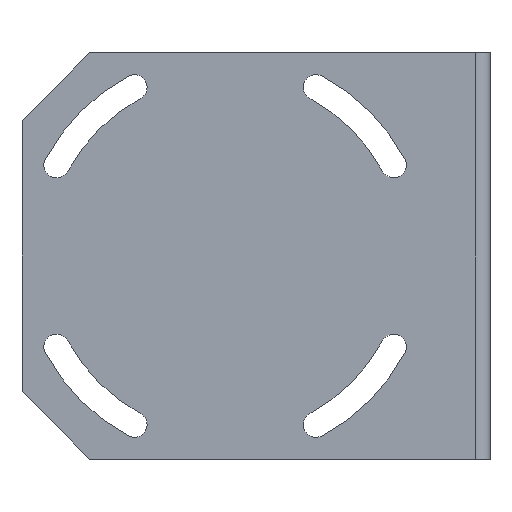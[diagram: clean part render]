
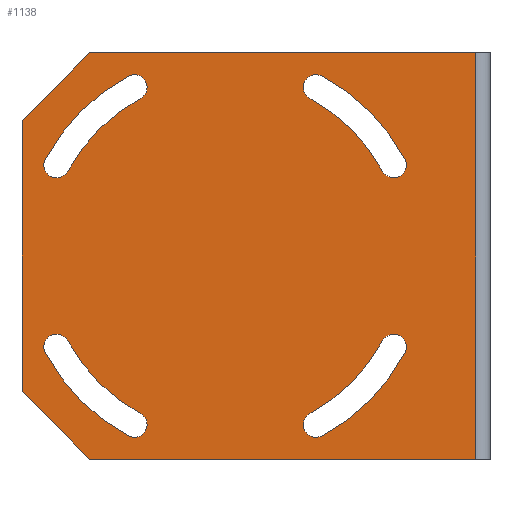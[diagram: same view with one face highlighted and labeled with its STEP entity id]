
A CAD part, left-side view. The second image highlights one B-rep face of the part: STEP entity #1138.
In plain terms, the highlighted planar face has unit normal (-1, 0, 0).
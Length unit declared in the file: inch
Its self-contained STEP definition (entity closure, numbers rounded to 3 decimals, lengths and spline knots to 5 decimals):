
#101=DIRECTION('',(0.,1.,0.));
#102=VECTOR('',#101,2.85);
#103=CARTESIAN_POINT('',(-0.075,0.03,1.5));
#104=LINE('',#103,#102);
#118=DIRECTION('',(0.,0.,-1.));
#119=VECTOR('',#118,3.);
#120=CARTESIAN_POINT('',(-0.075,0.03,1.5));
#121=LINE('',#120,#119);
#341=DIRECTION('',(0.,-1.,0.));
#342=VECTOR('',#341,2.85);
#343=CARTESIAN_POINT('',(-0.075,2.88,-1.5));
#344=LINE('',#343,#342);
#361=DIRECTION('',(0.,0.707,-0.707));
#362=VECTOR('',#361,0.70711);
#363=CARTESIAN_POINT('',(-0.075,2.88,1.5));
#364=LINE('',#363,#362);
#365=DIRECTION('',(0.,-0.707,-0.707));
#366=VECTOR('',#365,0.70711);
#367=CARTESIAN_POINT('',(-0.075,3.38,-1.));
#368=LINE('',#367,#366);
#369=DIRECTION('',(0.,0.,1.));
#370=VECTOR('',#369,2.);
#371=CARTESIAN_POINT('',(-0.075,3.38,-1.));
#372=LINE('',#371,#370);
#373=CARTESIAN_POINT('',(-0.075,1.88,0.));
#374=DIRECTION('',(-1.,0.,0.));
#375=DIRECTION('',(0.,-0.474,-0.88));
#376=AXIS2_PLACEMENT_3D('',#373,#374,#375);
#378=CARTESIAN_POINT('',(-0.075,1.20934,-1.24483));
#379=DIRECTION('',(-1.,0.,0.));
#380=DIRECTION('',(0.,0.474,0.88));
#381=AXIS2_PLACEMENT_3D('',#378,#379,#380);
#383=CARTESIAN_POINT('',(-0.075,1.88,0.));
#384=DIRECTION('',(-1.,0.,0.));
#385=DIRECTION('',(0.,-0.474,-0.88));
#386=AXIS2_PLACEMENT_3D('',#383,#384,#385);
#388=CARTESIAN_POINT('',(-0.075,0.63517,-0.67066));
#389=DIRECTION('',(-1.,0.,0.));
#390=DIRECTION('',(0.,-0.88,-0.474));
#391=AXIS2_PLACEMENT_3D('',#388,#389,#390);
#393=CARTESIAN_POINT('',(-0.075,1.88,0.));
#394=DIRECTION('',(-1.,0.,0.));
#395=DIRECTION('',(0.,0.88,-0.474));
#396=AXIS2_PLACEMENT_3D('',#393,#394,#395);
#398=CARTESIAN_POINT('',(-0.075,3.12483,-0.67066));
#399=DIRECTION('',(-1.,0.,0.));
#400=DIRECTION('',(0.,-0.88,0.474));
#401=AXIS2_PLACEMENT_3D('',#398,#399,#400);
#403=CARTESIAN_POINT('',(-0.075,1.88,0.));
#404=DIRECTION('',(-1.,0.,0.));
#405=DIRECTION('',(0.,0.88,-0.474));
#406=AXIS2_PLACEMENT_3D('',#403,#404,#405);
#408=CARTESIAN_POINT('',(-0.075,2.55066,-1.24483));
#409=DIRECTION('',(-1.,0.,0.));
#410=DIRECTION('',(0.,0.474,-0.88));
#411=AXIS2_PLACEMENT_3D('',#408,#409,#410);
#413=CARTESIAN_POINT('',(-0.075,1.88,0.));
#414=DIRECTION('',(-1.,0.,0.));
#415=DIRECTION('',(0.,0.474,0.88));
#416=AXIS2_PLACEMENT_3D('',#413,#414,#415);
#418=CARTESIAN_POINT('',(-0.075,2.55066,1.24483));
#419=DIRECTION('',(-1.,0.,0.));
#420=DIRECTION('',(0.,-0.474,-0.88));
#421=AXIS2_PLACEMENT_3D('',#418,#419,#420);
#423=CARTESIAN_POINT('',(-0.075,1.88,0.));
#424=DIRECTION('',(-1.,0.,0.));
#425=DIRECTION('',(0.,0.474,0.88));
#426=AXIS2_PLACEMENT_3D('',#423,#424,#425);
#428=CARTESIAN_POINT('',(-0.075,3.12483,0.67066));
#429=DIRECTION('',(-1.,0.,0.));
#430=DIRECTION('',(0.,0.88,0.474));
#431=AXIS2_PLACEMENT_3D('',#428,#429,#430);
#433=CARTESIAN_POINT('',(-0.075,1.88,0.));
#434=DIRECTION('',(-1.,0.,0.));
#435=DIRECTION('',(0.,-0.88,0.474));
#436=AXIS2_PLACEMENT_3D('',#433,#434,#435);
#438=CARTESIAN_POINT('',(-0.075,0.63517,0.67066));
#439=DIRECTION('',(-1.,0.,0.));
#440=DIRECTION('',(0.,0.88,-0.474));
#441=AXIS2_PLACEMENT_3D('',#438,#439,#440);
#443=CARTESIAN_POINT('',(-0.075,1.88,0.));
#444=DIRECTION('',(-1.,0.,0.));
#445=DIRECTION('',(0.,-0.88,0.474));
#446=AXIS2_PLACEMENT_3D('',#443,#444,#445);
#448=CARTESIAN_POINT('',(-0.075,1.20934,1.24483));
#449=DIRECTION('',(-1.,0.,0.));
#450=DIRECTION('',(0.,-0.474,0.88));
#451=AXIS2_PLACEMENT_3D('',#448,#449,#450);
#589=CARTESIAN_POINT('',(-0.075,0.03,-1.5));
#590=VERTEX_POINT('',#589);
#591=CARTESIAN_POINT('',(-0.075,0.03,1.5));
#592=VERTEX_POINT('',#591);
#609=CARTESIAN_POINT('',(-0.075,2.88,1.5));
#610=VERTEX_POINT('',#609);
#611=CARTESIAN_POINT('',(-0.075,3.38,1.));
#612=VERTEX_POINT('',#611);
#617=CARTESIAN_POINT('',(-0.075,3.38,-1.));
#618=VERTEX_POINT('',#617);
#619=CARTESIAN_POINT('',(-0.075,2.88,-1.5));
#620=VERTEX_POINT('',#619);
#629=CARTESIAN_POINT('',(-0.075,1.25392,-1.16208));
#630=CARTESIAN_POINT('',(-0.075,0.71792,-0.62608));
#631=VERTEX_POINT('',#629);
#632=VERTEX_POINT('',#630);
#633=CARTESIAN_POINT('',(-0.075,0.55241,-0.71525));
#634=VERTEX_POINT('',#633);
#635=CARTESIAN_POINT('',(-0.075,1.16475,-1.32759));
#636=VERTEX_POINT('',#635);
#645=CARTESIAN_POINT('',(-0.075,3.04208,-0.62608));
#646=CARTESIAN_POINT('',(-0.075,2.50608,-1.16208));
#647=VERTEX_POINT('',#645);
#648=VERTEX_POINT('',#646);
#649=CARTESIAN_POINT('',(-0.075,2.59525,-1.32759));
#650=VERTEX_POINT('',#649);
#651=CARTESIAN_POINT('',(-0.075,3.20759,-0.71525));
#652=VERTEX_POINT('',#651);
#661=CARTESIAN_POINT('',(-0.075,2.50608,1.16208));
#662=CARTESIAN_POINT('',(-0.075,3.04208,0.62608));
#663=VERTEX_POINT('',#661);
#664=VERTEX_POINT('',#662);
#665=CARTESIAN_POINT('',(-0.075,3.20759,0.71525));
#666=VERTEX_POINT('',#665);
#667=CARTESIAN_POINT('',(-0.075,2.59525,1.32759));
#668=VERTEX_POINT('',#667);
#677=CARTESIAN_POINT('',(-0.075,0.71792,0.62608));
#678=CARTESIAN_POINT('',(-0.075,1.25392,1.16208));
#679=VERTEX_POINT('',#677);
#680=VERTEX_POINT('',#678);
#681=CARTESIAN_POINT('',(-0.075,1.16475,1.32759));
#682=VERTEX_POINT('',#681);
#683=CARTESIAN_POINT('',(-0.075,0.55241,0.71525));
#684=VERTEX_POINT('',#683);
#1085=CARTESIAN_POINT('',(-0.075,0.,0.));
#1086=DIRECTION('',(1.,0.,0.));
#1087=DIRECTION('',(0.,0.,-1.));
#1088=AXIS2_PLACEMENT_3D('',#1085,#1086,#1087);
#1089=PLANE('',#1088);
#1090=ORIENTED_EDGE('',*,*,#817,.F.);
#1091=ORIENTED_EDGE('',*,*,#833,.F.);
#1092=ORIENTED_EDGE('',*,*,#862,.T.);
#1093=ORIENTED_EDGE('',*,*,#1051,.F.);
#1094=ORIENTED_EDGE('',*,*,#1066,.F.);
#1095=ORIENTED_EDGE('',*,*,#1078,.T.);
#1096=EDGE_LOOP('',(#1090,#1091,#1092,#1093,#1094,#1095));
#1097=FACE_OUTER_BOUND('',#1096,.F.);
#1099=ORIENTED_EDGE('',*,*,#1098,.F.);
#1101=ORIENTED_EDGE('',*,*,#1100,.T.);
#1103=ORIENTED_EDGE('',*,*,#1102,.T.);
#1105=ORIENTED_EDGE('',*,*,#1104,.T.);
#1106=EDGE_LOOP('',(#1099,#1101,#1103,#1105));
#1107=FACE_BOUND('',#1106,.F.);
#1109=ORIENTED_EDGE('',*,*,#1108,.F.);
#1111=ORIENTED_EDGE('',*,*,#1110,.T.);
#1113=ORIENTED_EDGE('',*,*,#1112,.T.);
#1115=ORIENTED_EDGE('',*,*,#1114,.T.);
#1116=EDGE_LOOP('',(#1109,#1111,#1113,#1115));
#1117=FACE_BOUND('',#1116,.F.);
#1119=ORIENTED_EDGE('',*,*,#1118,.F.);
#1121=ORIENTED_EDGE('',*,*,#1120,.T.);
#1123=ORIENTED_EDGE('',*,*,#1122,.T.);
#1125=ORIENTED_EDGE('',*,*,#1124,.T.);
#1126=EDGE_LOOP('',(#1119,#1121,#1123,#1125));
#1127=FACE_BOUND('',#1126,.F.);
#1129=ORIENTED_EDGE('',*,*,#1128,.F.);
#1131=ORIENTED_EDGE('',*,*,#1130,.T.);
#1133=ORIENTED_EDGE('',*,*,#1132,.T.);
#1135=ORIENTED_EDGE('',*,*,#1134,.T.);
#1136=EDGE_LOOP('',(#1129,#1131,#1133,#1135));
#1137=FACE_BOUND('',#1136,.F.);
#1138=ADVANCED_FACE('',(#1097,#1107,#1117,#1127,#1137),#1089,.F.);
#377=CIRCLE('',#376,1.32);
#382=CIRCLE('',#381,0.094);
#387=CIRCLE('',#386,1.508);
#392=CIRCLE('',#391,0.094);
#397=CIRCLE('',#396,1.32);
#402=CIRCLE('',#401,0.094);
#407=CIRCLE('',#406,1.508);
#412=CIRCLE('',#411,0.094);
#417=CIRCLE('',#416,1.32);
#422=CIRCLE('',#421,0.094);
#427=CIRCLE('',#426,1.508);
#432=CIRCLE('',#431,0.094);
#437=CIRCLE('',#436,1.32);
#442=CIRCLE('',#441,0.094);
#447=CIRCLE('',#446,1.508);
#452=CIRCLE('',#451,0.094);
#817=EDGE_CURVE('',#610,#612,#364,.T.);
#833=EDGE_CURVE('',#592,#610,#104,.T.);
#862=EDGE_CURVE('',#592,#590,#121,.T.);
#1051=EDGE_CURVE('',#620,#590,#344,.T.);
#1066=EDGE_CURVE('',#618,#620,#368,.T.);
#1078=EDGE_CURVE('',#618,#612,#372,.T.);
#1098=EDGE_CURVE('',#631,#632,#377,.T.);
#1100=EDGE_CURVE('',#631,#636,#382,.T.);
#1102=EDGE_CURVE('',#636,#634,#387,.T.);
#1104=EDGE_CURVE('',#634,#632,#392,.T.);
#1108=EDGE_CURVE('',#647,#648,#397,.T.);
#1110=EDGE_CURVE('',#647,#652,#402,.T.);
#1112=EDGE_CURVE('',#652,#650,#407,.T.);
#1114=EDGE_CURVE('',#650,#648,#412,.T.);
#1118=EDGE_CURVE('',#663,#664,#417,.T.);
#1120=EDGE_CURVE('',#663,#668,#422,.T.);
#1122=EDGE_CURVE('',#668,#666,#427,.T.);
#1124=EDGE_CURVE('',#666,#664,#432,.T.);
#1128=EDGE_CURVE('',#679,#680,#437,.T.);
#1130=EDGE_CURVE('',#679,#684,#442,.T.);
#1132=EDGE_CURVE('',#684,#682,#447,.T.);
#1134=EDGE_CURVE('',#682,#680,#452,.T.);
